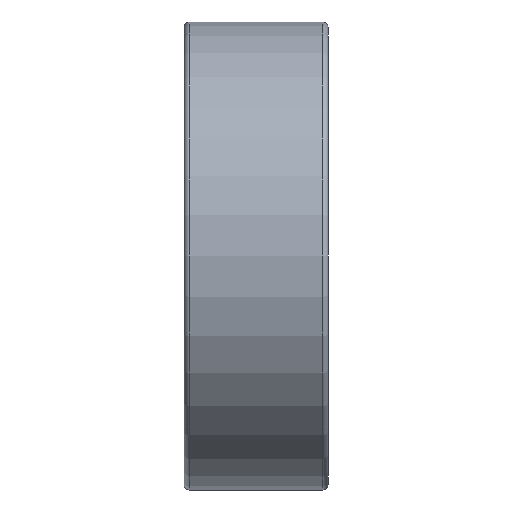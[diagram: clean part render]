
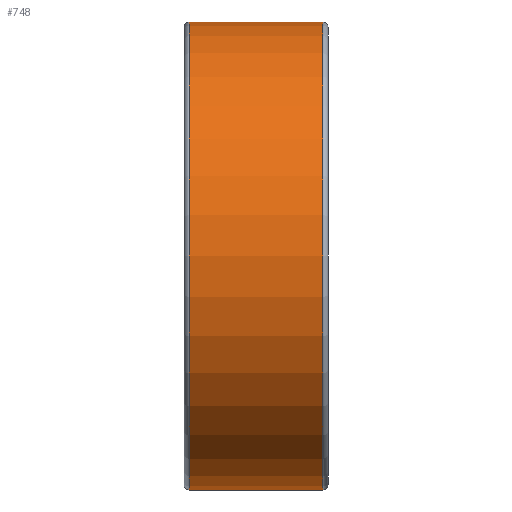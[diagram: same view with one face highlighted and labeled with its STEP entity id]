
A CAD part, front view. The second image highlights one B-rep face of the part: STEP entity #748.
In plain terms, the highlighted cylindrical face has radius 13 mm (diameter 26 mm), a partial arc.
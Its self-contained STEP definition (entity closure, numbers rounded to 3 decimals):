
#101 = LINE ( 'NONE', #552, #709 ) ;
#146 = DIRECTION ( 'NONE',  ( -1., 0., 0. ) ) ;
#159 = CARTESIAN_POINT ( 'NONE',  ( 50., 0., 13. ) ) ;
#275 = DIRECTION ( 'NONE',  ( 0., 0., 1. ) ) ;
#451 = ORIENTED_EDGE ( 'NONE', *, *, #1110, .T. ) ;
#552 = CARTESIAN_POINT ( 'NONE',  ( 50., 0., -13. ) ) ;
#654 = EDGE_CURVE ( 'NONE', #1410, #2584, #1054, .T. ) ;
#709 = VECTOR ( 'NONE', #146, 1000. ) ;
#733 = CARTESIAN_POINT ( 'NONE',  ( 0.3, 0., -13. ) ) ;
#748 = ADVANCED_FACE ( 'NONE', ( #824 ), #1294, .T. ) ;
#824 = FACE_OUTER_BOUND ( 'NONE', #1028, .T. ) ;
#834 = AXIS2_PLACEMENT_3D ( 'NONE', #1018, #2433, #1214 ) ;
#868 = CARTESIAN_POINT ( 'NONE',  ( 0.3, 0., 13. ) ) ;
#936 = DIRECTION ( 'NONE',  ( -1., 0., 0. ) ) ;
#1018 = CARTESIAN_POINT ( 'NONE',  ( 7.7, 0., 0. ) ) ;
#1028 = EDGE_LOOP ( 'NONE', ( #2481, #2271, #451, #1673 ) ) ;
#1048 = AXIS2_PLACEMENT_3D ( 'NONE', #2133, #936, #2337 ) ;
#1052 = VERTEX_POINT ( 'NONE', #733 ) ;
#1054 = CIRCLE ( 'NONE', #834, 13. ) ;
#1059 = CARTESIAN_POINT ( 'NONE',  ( 7.7, 0., -13. ) ) ;
#1110 = EDGE_CURVE ( 'NONE', #2584, #1361, #1755, .T. ) ;
#1214 = DIRECTION ( 'NONE',  ( 0., 0., 1. ) ) ;
#1260 = CARTESIAN_POINT ( 'NONE',  ( 7.7, 0., 13. ) ) ;
#1285 = DIRECTION ( 'NONE',  ( -1., 0., 0. ) ) ;
#1294 = CYLINDRICAL_SURFACE ( 'NONE', #2130, 13. ) ;
#1331 = CIRCLE ( 'NONE', #1048, 13. ) ;
#1361 = VERTEX_POINT ( 'NONE', #868 ) ;
#1410 = VERTEX_POINT ( 'NONE', #1059 ) ;
#1506 = CARTESIAN_POINT ( 'NONE',  ( 50., 0., 0. ) ) ;
#1590 = DIRECTION ( 'NONE',  ( -1., 0., 0. ) ) ;
#1673 = ORIENTED_EDGE ( 'NONE', *, *, #2163, .F. ) ;
#1755 = LINE ( 'NONE', #159, #1822 ) ;
#1822 = VECTOR ( 'NONE', #1590, 1000. ) ;
#1923 = EDGE_CURVE ( 'NONE', #1410, #1052, #101, .T. ) ;
#2130 = AXIS2_PLACEMENT_3D ( 'NONE', #1506, #1285, #275 ) ;
#2133 = CARTESIAN_POINT ( 'NONE',  ( 0.3, 0., 0. ) ) ;
#2163 = EDGE_CURVE ( 'NONE', #1052, #1361, #1331, .T. ) ;
#2271 = ORIENTED_EDGE ( 'NONE', *, *, #654, .T. ) ;
#2337 = DIRECTION ( 'NONE',  ( 0., 0., 1. ) ) ;
#2433 = DIRECTION ( 'NONE',  ( -1., 0., 0. ) ) ;
#2481 = ORIENTED_EDGE ( 'NONE', *, *, #1923, .F. ) ;
#2584 = VERTEX_POINT ( 'NONE', #1260 ) ;
